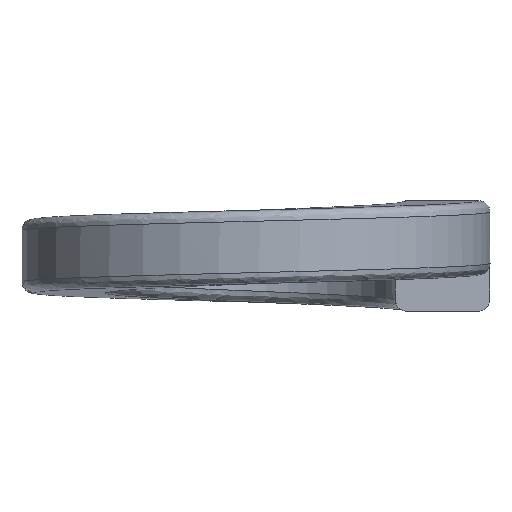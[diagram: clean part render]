
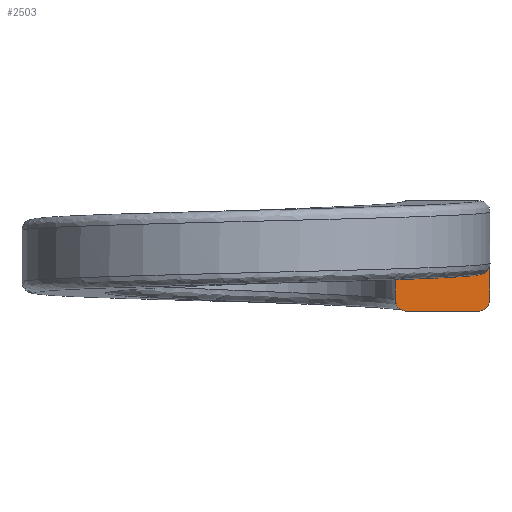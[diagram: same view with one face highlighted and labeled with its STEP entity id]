
A CAD part, left-side view. The second image highlights one B-rep face of the part: STEP entity #2503.
In plain terms, the highlighted planar face has unit normal (-0.998, -0.062, 0).
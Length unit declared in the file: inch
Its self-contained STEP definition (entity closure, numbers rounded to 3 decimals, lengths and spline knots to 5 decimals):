
#973=CARTESIAN_POINT('',(0.00544,-0.08733,
0.02991));
#974=CARTESIAN_POINT('',(0.00544,-0.08733,
0.0293));
#975=CARTESIAN_POINT('',(0.00545,-0.08748,
0.02812));
#976=CARTESIAN_POINT('',(0.00549,-0.08818,
0.02642));
#977=CARTESIAN_POINT('',(0.00556,-0.08929,
0.02496));
#978=CARTESIAN_POINT('',(0.00565,-0.09075,
0.02385));
#979=CARTESIAN_POINT('',(0.00576,-0.09244,
0.02315));
#980=CARTESIAN_POINT('',(0.00583,-0.09361,
0.023));
#981=CARTESIAN_POINT('',(0.00587,-0.09422,
0.023));
#983=DIRECTION('',(0.,0.,-1.));
#984=VECTOR('',#983,0.03219);
#985=CARTESIAN_POINT('',(0.00544,-0.08733,
0.06209));
#986=LINE('',#985,#984);
#987=CARTESIAN_POINT('',(0.00587,-0.09422,
0.069));
#988=CARTESIAN_POINT('',(0.00583,-0.09361,
0.069));
#989=CARTESIAN_POINT('',(0.00576,-0.09244,
0.06885));
#990=CARTESIAN_POINT('',(0.00565,-0.09074,
0.06815));
#991=CARTESIAN_POINT('',(0.00556,-0.08929,
0.06703));
#992=CARTESIAN_POINT('',(0.00549,-0.08818,
0.06558));
#993=CARTESIAN_POINT('',(0.00545,-0.08748,
0.06388));
#994=CARTESIAN_POINT('',(0.00544,-0.08733,
0.0627));
#995=CARTESIAN_POINT('',(0.00544,-0.08733,
0.06209));
#997=DIRECTION('',(-0.062,0.998,0.));
#998=VECTOR('',#997,0.0452);
#999=CARTESIAN_POINT('',(0.00868,-0.13933,0.069));
#1000=LINE('',#999,#998);
#1001=CARTESIAN_POINT('',(0.00911,-0.14622,
0.0621));
#1002=CARTESIAN_POINT('',(0.00911,-0.14622,
0.0627));
#1003=CARTESIAN_POINT('',(0.0091,-0.14607,
0.06386));
#1004=CARTESIAN_POINT('',(0.00905,-0.14536,
0.0656));
#1005=CARTESIAN_POINT('',(0.00899,-0.14425,
0.06703));
#1006=CARTESIAN_POINT('',(0.0089,-0.14282,
0.06814));
#1007=CARTESIAN_POINT('',(0.00879,-0.14109,
0.06885));
#1008=CARTESIAN_POINT('',(0.00872,-0.13993,0.069));
#1009=CARTESIAN_POINT('',(0.00868,-0.13933,0.069));
#1011=DIRECTION('',(0.,0.,1.));
#1012=VECTOR('',#1011,0.0322);
#1013=CARTESIAN_POINT('',(0.00911,-0.14622,
0.0299));
#1014=LINE('',#1013,#1012);
#1015=CARTESIAN_POINT('',(0.00868,-0.13933,0.023));
#1016=CARTESIAN_POINT('',(0.00872,-0.13993,
0.023));
#1017=CARTESIAN_POINT('',(0.00879,-0.14109,
0.02315));
#1018=CARTESIAN_POINT('',(0.0089,-0.14283,
0.02386));
#1019=CARTESIAN_POINT('',(0.00899,-0.14425,
0.02497));
#1020=CARTESIAN_POINT('',(0.00905,-0.14536,
0.0264));
#1021=CARTESIAN_POINT('',(0.0091,-0.14607,
0.02814));
#1022=CARTESIAN_POINT('',(0.00911,-0.14622,
0.0293));
#1023=CARTESIAN_POINT('',(0.00911,-0.14622,
0.0299));
#1025=DIRECTION('',(0.062,-0.998,0.));
#1026=VECTOR('',#1025,0.0452);
#1027=CARTESIAN_POINT('',(0.00587,-0.09422,
0.023));
#1028=LINE('',#1027,#1026);
#1048=VERTEX_POINT('',#973);
#1049=VERTEX_POINT('',#981);
#1054=VERTEX_POINT('',#987);
#1055=VERTEX_POINT('',#995);
#1060=VERTEX_POINT('',#1015);
#1061=VERTEX_POINT('',#1023);
#1066=VERTEX_POINT('',#1001);
#1067=VERTEX_POINT('',#1009);
#2485=CARTESIAN_POINT('',(0.00911,-0.14622,0.023));
#2486=DIRECTION('',(-0.998,-0.062,0.));
#2487=DIRECTION('',(-0.062,0.998,0.));
#2488=AXIS2_PLACEMENT_3D('',#2485,#2486,#2487);
#2489=PLANE('',#2488);
#2490=ORIENTED_EDGE('',*,*,#2477,.F.);
#2491=ORIENTED_EDGE('',*,*,#1414,.F.);
#2493=ORIENTED_EDGE('',*,*,#2492,.F.);
#2494=ORIENTED_EDGE('',*,*,#1726,.F.);
#2496=ORIENTED_EDGE('',*,*,#2495,.F.);
#2497=ORIENTED_EDGE('',*,*,#1964,.F.);
#2499=ORIENTED_EDGE('',*,*,#2498,.F.);
#2500=ORIENTED_EDGE('',*,*,#2271,.F.);
#2501=EDGE_LOOP('',(#2490,#2491,#2493,#2494,#2496,#2497,#2499,#2500));
#2502=FACE_OUTER_BOUND('',#2501,.F.);
#982=B_SPLINE_CURVE_WITH_KNOTS('',3,(#973,#974,#975,#976,#977,#978,#979,#980,
#981),.UNSPECIFIED.,.F.,.F.,(4,1,1,1,1,1,4),(0.,0.16667,
0.33333,0.5,0.66667,0.83333,1.),
.UNSPECIFIED.);
#996=B_SPLINE_CURVE_WITH_KNOTS('',3,(#987,#988,#989,#990,#991,#992,#993,#994,
#995),.UNSPECIFIED.,.F.,.F.,(4,1,1,1,1,1,4),(0.,0.16667,
0.33333,0.5,0.66667,0.83333,1.),
.UNSPECIFIED.);
#1010=B_SPLINE_CURVE_WITH_KNOTS('',3,(#1001,#1002,#1003,#1004,#1005,#1006,#1007,
#1008,#1009),.UNSPECIFIED.,.F.,.F.,(4,1,1,1,1,1,4),(0.,0.16667,
0.33333,0.5,0.66667,0.83333,1.),
.UNSPECIFIED.);
#1024=B_SPLINE_CURVE_WITH_KNOTS('',3,(#1015,#1016,#1017,#1018,#1019,#1020,#1021,
#1022,#1023),.UNSPECIFIED.,.F.,.F.,(4,1,1,1,1,1,4),(0.,0.16667,
0.33333,0.5,0.66667,0.83333,1.),
.UNSPECIFIED.);
#1414=EDGE_CURVE('',#1055,#1048,#986,.T.);
#1726=EDGE_CURVE('',#1067,#1054,#1000,.T.);
#1964=EDGE_CURVE('',#1061,#1066,#1014,.T.);
#2271=EDGE_CURVE('',#1049,#1060,#1028,.T.);
#2477=EDGE_CURVE('',#1048,#1049,#982,.T.);
#2492=EDGE_CURVE('',#1054,#1055,#996,.T.);
#2495=EDGE_CURVE('',#1066,#1067,#1010,.T.);
#2498=EDGE_CURVE('',#1060,#1061,#1024,.T.);
#2503=ADVANCED_FACE('',(#2502),#2489,.T.);
